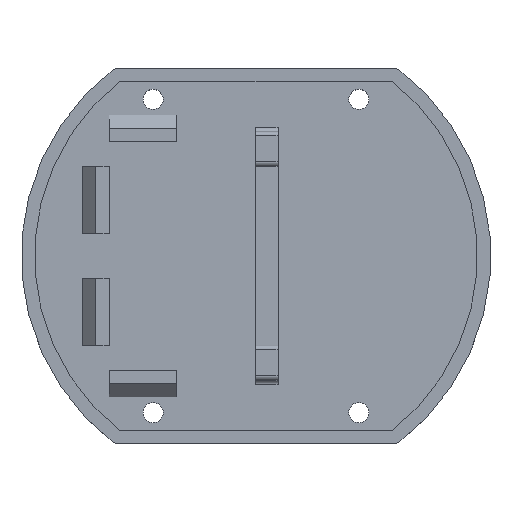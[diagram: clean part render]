
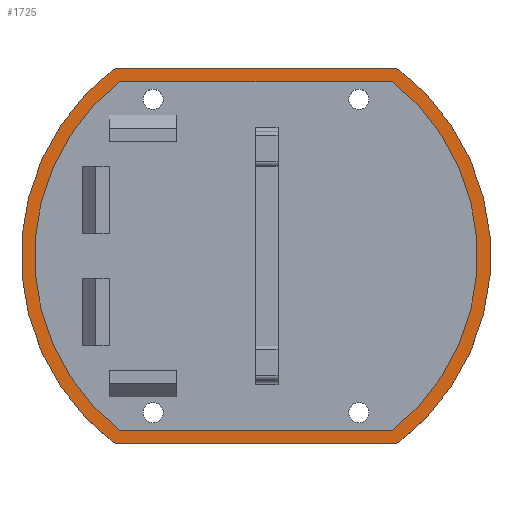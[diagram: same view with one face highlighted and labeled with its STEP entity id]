
A CAD part, top view. The second image highlights one B-rep face of the part: STEP entity #1725.
In plain terms, the highlighted face is planar.
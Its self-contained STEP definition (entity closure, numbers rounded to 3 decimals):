
#20 = FACE_BOUND ( 'NONE', #1462, .T. ) ;
#59 = EDGE_LOOP ( 'NONE', ( #255, #1698, #742, #510 ) ) ;
#82 = DIRECTION ( 'NONE',  ( 0., 0., 1. ) ) ;
#85 = DIRECTION ( 'NONE',  ( 0., 1., 0. ) ) ;
#95 = CARTESIAN_POINT ( 'NONE',  ( 0., 6., 0. ) ) ;
#131 = CIRCLE ( 'NONE', #283, 52.5 ) ;
#149 = DIRECTION ( 'NONE',  ( 0., 0., 1. ) ) ;
#156 = ORIENTED_EDGE ( 'NONE', *, *, #806, .F. ) ;
#181 = DIRECTION ( 'NONE',  ( 0., 1., 0. ) ) ;
#191 = AXIS2_PLACEMENT_3D ( 'NONE', #1086, #1084, #1083 ) ;
#200 = LINE ( 'NONE', #1542, #517 ) ;
#209 = AXIS2_PLACEMENT_3D ( 'NONE', #95, #85, #82 ) ;
#210 = AXIS2_PLACEMENT_3D ( 'NONE', #1463, #1459, #1688 ) ;
#246 = VECTOR ( 'NONE', #1446, 1000. ) ;
#255 = ORIENTED_EDGE ( 'NONE', *, *, #775, .T. ) ;
#283 = AXIS2_PLACEMENT_3D ( 'NONE', #1618, #181, #149 ) ;
#307 = DIRECTION ( 'NONE',  ( 0., 0., 1. ) ) ;
#311 = ORIENTED_EDGE ( 'NONE', *, *, #795, .F. ) ;
#321 = PLANE ( 'NONE',  #647 ) ;
#323 = CARTESIAN_POINT ( 'NONE',  ( 0., 6., 0. ) ) ;
#368 = DIRECTION ( 'NONE',  ( 0., 1., 0. ) ) ;
#372 = CARTESIAN_POINT ( 'NONE',  ( 31.5, 6., 42. ) ) ;
#393 = FACE_OUTER_BOUND ( 'NONE', #59, .T. ) ;
#409 = CARTESIAN_POINT ( 'NONE',  ( -31.5, 6., 42. ) ) ;
#485 = CARTESIAN_POINT ( 'NONE',  ( 30.484, 6., -39. ) ) ;
#510 = ORIENTED_EDGE ( 'NONE', *, *, #790, .T. ) ;
#517 = VECTOR ( 'NONE', #935, 1000. ) ;
#525 = CARTESIAN_POINT ( 'NONE',  ( 31.5, 6., -42. ) ) ;
#555 = VECTOR ( 'NONE', #1593, 1000. ) ;
#599 = CIRCLE ( 'NONE', #209, 49.5 ) ;
#620 = VERTEX_POINT ( 'NONE', #1425 ) ;
#639 = CIRCLE ( 'NONE', #210, 52.5 ) ;
#647 = AXIS2_PLACEMENT_3D ( 'NONE', #323, #368, #307 ) ;
#713 = EDGE_CURVE ( 'NONE', #1421, #743, #131, .T. ) ;
#742 = ORIENTED_EDGE ( 'NONE', *, *, #713, .T. ) ;
#743 = VERTEX_POINT ( 'NONE', #525 ) ;
#775 = EDGE_CURVE ( 'NONE', #811, #1711, #639, .T. ) ;
#790 = EDGE_CURVE ( 'NONE', #743, #811, #1345, .T. ) ;
#794 = EDGE_CURVE ( 'NONE', #1711, #1421, #1670, .T. ) ;
#795 = EDGE_CURVE ( 'NONE', #1148, #620, #1643, .T. ) ;
#800 = EDGE_CURVE ( 'NONE', #1526, #1148, #599, .T. ) ;
#806 = EDGE_CURVE ( 'NONE', #1202, #1526, #200, .T. ) ;
#810 = EDGE_CURVE ( 'NONE', #620, #1202, #1612, .T. ) ;
#811 = VERTEX_POINT ( 'NONE', #1588 ) ;
#916 = ORIENTED_EDGE ( 'NONE', *, *, #800, .F. ) ;
#935 = DIRECTION ( 'NONE',  ( 1., 0., 0. ) ) ;
#1083 = DIRECTION ( 'NONE',  ( 0., 0., 1. ) ) ;
#1084 = DIRECTION ( 'NONE',  ( 0., 1., 0. ) ) ;
#1086 = CARTESIAN_POINT ( 'NONE',  ( 0., 6., 0. ) ) ;
#1148 = VERTEX_POINT ( 'NONE', #485 ) ;
#1171 = ORIENTED_EDGE ( 'NONE', *, *, #810, .F. ) ;
#1202 = VERTEX_POINT ( 'NONE', #1731 ) ;
#1305 = VECTOR ( 'NONE', #1665, 1000. ) ;
#1344 = CARTESIAN_POINT ( 'NONE',  ( 30.484, 6., 39. ) ) ;
#1345 = LINE ( 'NONE', #1376, #246 ) ;
#1376 = CARTESIAN_POINT ( 'NONE',  ( 31.5, 6., -42. ) ) ;
#1421 = VERTEX_POINT ( 'NONE', #372 ) ;
#1425 = CARTESIAN_POINT ( 'NONE',  ( -30.484, 6., -39. ) ) ;
#1446 = DIRECTION ( 'NONE',  ( -1., 0., 0. ) ) ;
#1459 = DIRECTION ( 'NONE',  ( 0., 1., 0. ) ) ;
#1462 = EDGE_LOOP ( 'NONE', ( #311, #916, #156, #1171 ) ) ;
#1463 = CARTESIAN_POINT ( 'NONE',  ( 0., 6., 0. ) ) ;
#1506 = CARTESIAN_POINT ( 'NONE',  ( -31.5, 6., 42. ) ) ;
#1526 = VERTEX_POINT ( 'NONE', #1344 ) ;
#1542 = CARTESIAN_POINT ( 'NONE',  ( -30.484, 6., 39. ) ) ;
#1588 = CARTESIAN_POINT ( 'NONE',  ( -31.5, 6., -42. ) ) ;
#1593 = DIRECTION ( 'NONE',  ( -1., 0., 0. ) ) ;
#1612 = CIRCLE ( 'NONE', #191, 49.5 ) ;
#1618 = CARTESIAN_POINT ( 'NONE',  ( 0., 6., 0. ) ) ;
#1643 = LINE ( 'NONE', #1664, #555 ) ;
#1664 = CARTESIAN_POINT ( 'NONE',  ( 30.484, 6., -39. ) ) ;
#1665 = DIRECTION ( 'NONE',  ( 1., 0., 0. ) ) ;
#1670 = LINE ( 'NONE', #1506, #1305 ) ;
#1688 = DIRECTION ( 'NONE',  ( 0., 0., 1. ) ) ;
#1698 = ORIENTED_EDGE ( 'NONE', *, *, #794, .T. ) ;
#1711 = VERTEX_POINT ( 'NONE', #409 ) ;
#1725 = ADVANCED_FACE ( 'NONE', ( #393, #20 ), #321, .T. ) ;
#1731 = CARTESIAN_POINT ( 'NONE',  ( -30.484, 6., 39. ) ) ;
